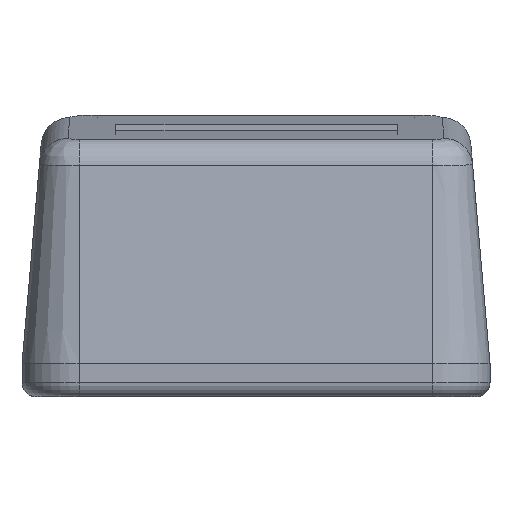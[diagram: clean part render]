
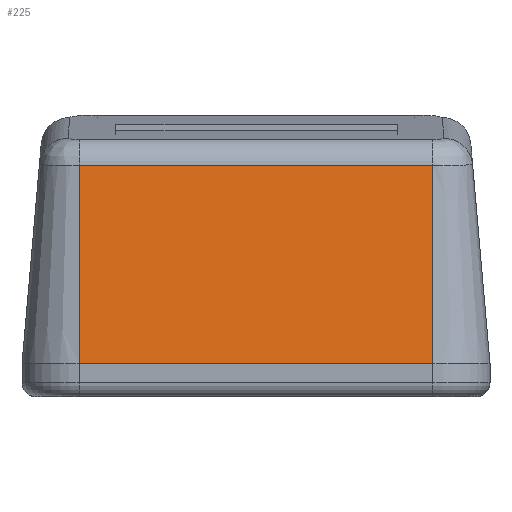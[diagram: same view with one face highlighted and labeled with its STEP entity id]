
A CAD part, front view. The second image highlights one B-rep face of the part: STEP entity #225.
In plain terms, the highlighted planar face has unit normal (0, -0.996, 0.087).
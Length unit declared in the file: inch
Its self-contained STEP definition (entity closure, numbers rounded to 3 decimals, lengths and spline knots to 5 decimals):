
#225=ADVANCED_FACE('',(#518),#407,.T.);
#407=PLANE('',#3132);
#518=FACE_OUTER_BOUND('',#699,.T.);
#699=EDGE_LOOP('',(#1031,#1032,#1033,#1034));
#1031=ORIENTED_EDGE('',*,*,#2136,.T.);
#1032=ORIENTED_EDGE('',*,*,#2137,.T.);
#1033=ORIENTED_EDGE('',*,*,#2138,.T.);
#1034=ORIENTED_EDGE('',*,*,#2139,.T.);
#1877=VERTEX_POINT('',#4300);
#1878=VERTEX_POINT('',#4301);
#1879=VERTEX_POINT('',#4303);
#1880=VERTEX_POINT('',#4305);
#2136=EDGE_CURVE('',#1877,#1878,#2549,.T.);
#2137=EDGE_CURVE('',#1878,#1879,#2550,.T.);
#2138=EDGE_CURVE('',#1879,#1880,#2551,.T.);
#2139=EDGE_CURVE('',#1880,#1877,#2552,.T.);
#2549=LINE('',#4299,#2840);
#2550=LINE('',#4302,#2841);
#2551=LINE('',#4304,#2842);
#2552=LINE('',#4306,#2843);
#2840=VECTOR('',#3439,1.);
#2841=VECTOR('',#3440,1.);
#2842=VECTOR('',#3441,1.);
#2843=VECTOR('',#3442,1.);
#3132=AXIS2_PLACEMENT_3D('',#4307,#3443,#3444);
#3439=DIRECTION('',(0.,0.087,0.996));
#3440=DIRECTION('',(-1.,0.,0.));
#3441=DIRECTION('',(0.,-0.087,-0.996));
#3442=DIRECTION('',(1.,0.,0.));
#3443=DIRECTION('',(0.,-0.996,0.087));
#3444=DIRECTION('',(0.,-0.087,-0.996));
#4299=CARTESIAN_POINT('',(0.185,0.,0.));
#4300=CARTESIAN_POINT('',(0.185,0.,0.));
#4301=CARTESIAN_POINT('',(0.185,0.01814,0.2074));
#4302=CARTESIAN_POINT('',(0.,0.01814,0.2074));
#4303=CARTESIAN_POINT('',(-0.185,0.01814,0.2074));
#4304=CARTESIAN_POINT('',(-0.185,0.,0.));
#4305=CARTESIAN_POINT('',(-0.185,0.,0.));
#4306=CARTESIAN_POINT('',(0.,0.,0.));
#4307=CARTESIAN_POINT('',(0.,0.,0.));
